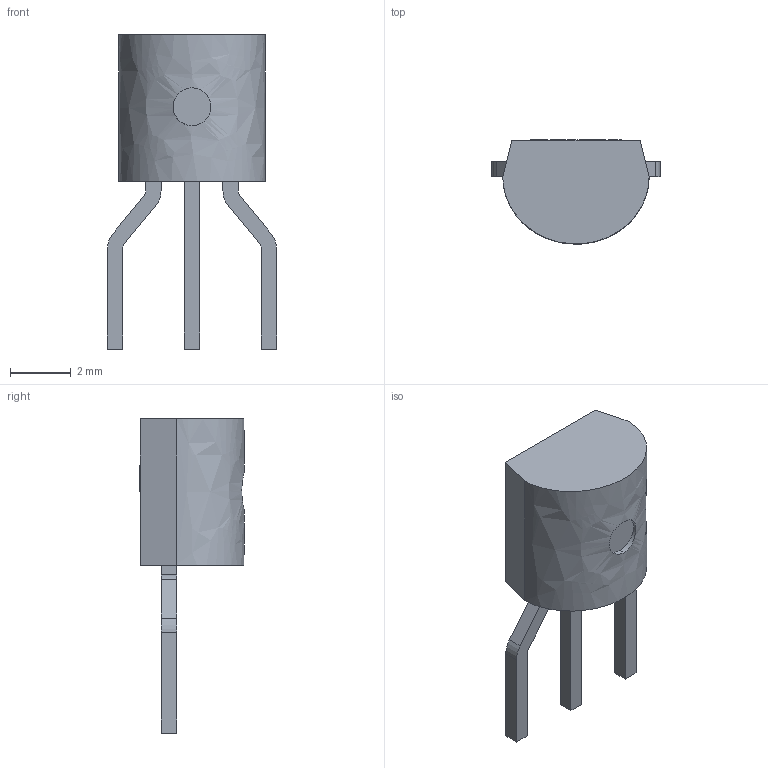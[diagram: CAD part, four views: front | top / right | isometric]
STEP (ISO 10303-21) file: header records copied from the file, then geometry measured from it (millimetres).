
FILE_DESCRIPTION (( 'STEP AP214' ), '1' );
FILE_NAME ('TO-92(Ìàðêà êîðïóñà).STEP', '2015-09-15T17:52:43', ( '' ), ( '' ), 'SwSTEP 2.0', 'SolidWorks 2014', '' );
FILE_SCHEMA (( 'AUTOMOTIVE_DESIGN' ));
Length unit declared in the file: millimetre
Products named in the file (2): TO-92(Ìàðêà êîðïóñà)
Bounding box: 5.58 x 3.44 x 10.37 mm (x, y, z)
Volume: 71.3 mm3; surface area: 131.1 mm2
Topology: 1 solids, 1 shells, 91 faces, 234 edges, 156 vertices
Faces by surface type: plane 57, bspline 24, cylinder 10
Entity records: 4774 total; most frequent: CARTESIAN_POINT 2195, ORIENTED_EDGE 468, DIRECTION 340, EDGE_CURVE 234, VECTOR 166, LINE 166, VERTEX_POINT 156, EDGE_LOOP 102
